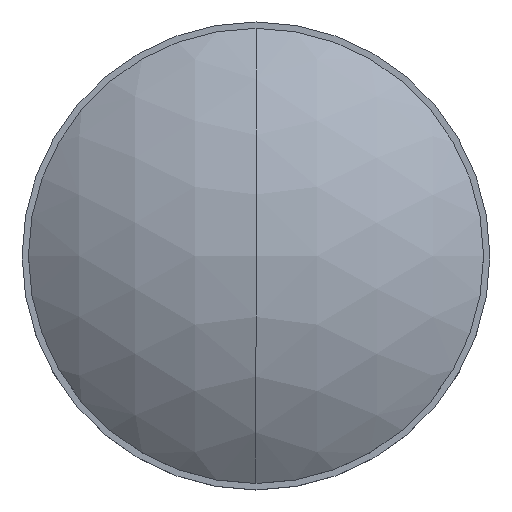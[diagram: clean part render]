
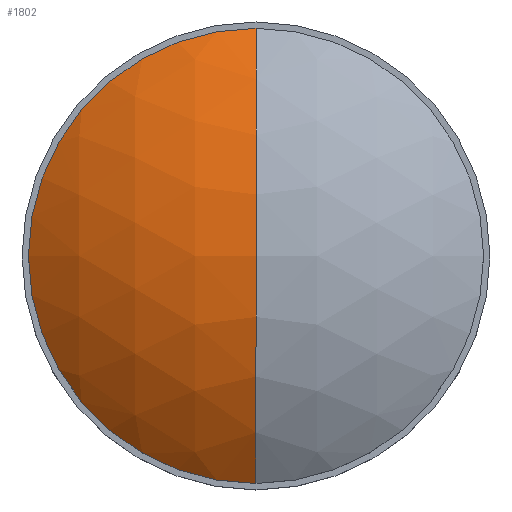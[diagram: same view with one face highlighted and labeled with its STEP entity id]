
A CAD part, top view. The second image highlights one B-rep face of the part: STEP entity #1802.
In plain terms, the highlighted spherical face has radius 17 mm.
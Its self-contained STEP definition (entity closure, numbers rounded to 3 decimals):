
#4 = CIRCLE ( 'NONE', #407, 17. ) ;
#17 = CIRCLE ( 'NONE', #2558, 10.7 ) ;
#57 = CIRCLE ( 'NONE', #2616, 17. ) ;
#97 = CIRCLE ( 'NONE', #315, 10.7 ) ;
#258 = AXIS2_PLACEMENT_3D ( 'NONE', #1107, #1105, #1106 ) ;
#261 = SPHERICAL_SURFACE ( 'NONE', #258, 17. ) ;
#315 = AXIS2_PLACEMENT_3D ( 'NONE', #584, #620, #572 ) ;
#337 = FACE_OUTER_BOUND ( 'NONE', #831, .T. ) ;
#407 = AXIS2_PLACEMENT_3D ( 'NONE', #2009, #1901, #1898 ) ;
#572 = DIRECTION ( 'NONE',  ( 1., 0., 0. ) ) ;
#584 = CARTESIAN_POINT ( 'NONE',  ( 0., 0., 16.21 ) ) ;
#620 = DIRECTION ( 'NONE',  ( 0., 0., 1. ) ) ;
#726 = ORIENTED_EDGE ( 'NONE', *, *, #2468, .F. ) ;
#831 = EDGE_LOOP ( 'NONE', ( #1024, #973, #726, #861 ) ) ;
#861 = ORIENTED_EDGE ( 'NONE', *, *, #2447, .T. ) ;
#973 = ORIENTED_EDGE ( 'NONE', *, *, #2503, .T. ) ;
#1024 = ORIENTED_EDGE ( 'NONE', *, *, #2489, .T. ) ;
#1105 = DIRECTION ( 'NONE',  ( -1., 0., 0. ) ) ;
#1106 = DIRECTION ( 'NONE',  ( 0., 1., 0. ) ) ;
#1107 = CARTESIAN_POINT ( 'NONE',  ( 0., 0., 3. ) ) ;
#1512 = CARTESIAN_POINT ( 'NONE',  ( -10.7, 0., 16.21 ) ) ;
#1538 = CARTESIAN_POINT ( 'NONE',  ( 0., 0., 20. ) ) ;
#1669 = CARTESIAN_POINT ( 'NONE',  ( 0., -10.7, 16.21 ) ) ;
#1671 = CARTESIAN_POINT ( 'NONE',  ( 0., 10.7, 16.21 ) ) ;
#1802 = ADVANCED_FACE ( 'NONE', ( #337 ), #261, .T. ) ;
#1878 = CARTESIAN_POINT ( 'NONE',  ( 0., 0., 16.21 ) ) ;
#1898 = DIRECTION ( 'NONE',  ( 0., 0., -1. ) ) ;
#1901 = DIRECTION ( 'NONE',  ( 1., 0., 0. ) ) ;
#1957 = DIRECTION ( 'NONE',  ( -1., 0., 0. ) ) ;
#1965 = DIRECTION ( 'NONE',  ( 0., 0., 1. ) ) ;
#1969 = DIRECTION ( 'NONE',  ( 1., 0., 0. ) ) ;
#1987 = DIRECTION ( 'NONE',  ( 0., -1., 0. ) ) ;
#1988 = CARTESIAN_POINT ( 'NONE',  ( 0., 0., 3. ) ) ;
#2009 = CARTESIAN_POINT ( 'NONE',  ( 0., 0., 3. ) ) ;
#2120 = VERTEX_POINT ( 'NONE', #1538 ) ;
#2139 = VERTEX_POINT ( 'NONE', #1671 ) ;
#2144 = VERTEX_POINT ( 'NONE', #1669 ) ;
#2335 = VERTEX_POINT ( 'NONE', #1512 ) ;
#2447 = EDGE_CURVE ( 'NONE', #2139, #2335, #97, .T. ) ;
#2468 = EDGE_CURVE ( 'NONE', #2139, #2120, #4, .T. ) ;
#2489 = EDGE_CURVE ( 'NONE', #2335, #2144, #17, .T. ) ;
#2503 = EDGE_CURVE ( 'NONE', #2144, #2120, #57, .T. ) ;
#2558 = AXIS2_PLACEMENT_3D ( 'NONE', #1878, #1965, #1969 ) ;
#2616 = AXIS2_PLACEMENT_3D ( 'NONE', #1988, #1957, #1987 ) ;
